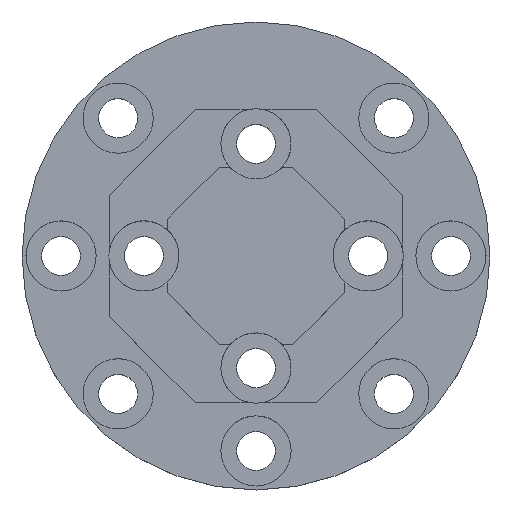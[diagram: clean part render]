
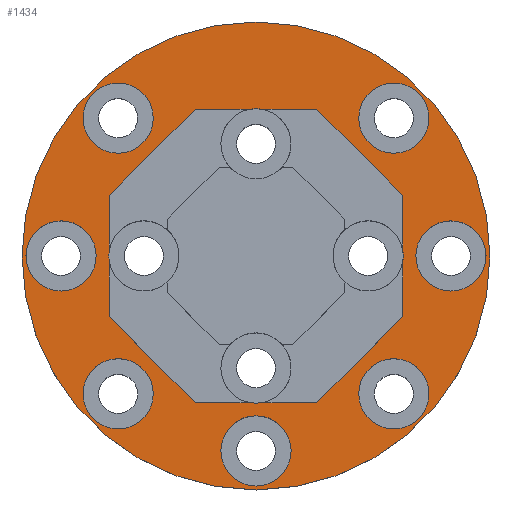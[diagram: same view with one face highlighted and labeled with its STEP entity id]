
A CAD part, top view. The second image highlights one B-rep face of the part: STEP entity #1434.
In plain terms, the highlighted planar face has unit normal (0, 0, 1).
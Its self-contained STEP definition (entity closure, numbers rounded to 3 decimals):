
#94=LINE('',#2237,#224);
#99=LINE('',#2247,#229);
#102=LINE('',#2253,#232);
#105=LINE('',#2259,#235);
#129=LINE('',#2323,#259);
#130=LINE('',#2325,#260);
#132=LINE('',#2329,#262);
#133=LINE('',#2331,#263);
#135=LINE('',#2335,#265);
#136=LINE('',#2337,#266);
#138=LINE('',#2341,#268);
#139=LINE('',#2343,#269);
#224=VECTOR('',#1817,10.);
#229=VECTOR('',#1826,10.);
#232=VECTOR('',#1831,10.);
#235=VECTOR('',#1836,10.);
#259=VECTOR('',#1908,10.);
#260=VECTOR('',#1911,10.);
#262=VECTOR('',#1915,10.);
#263=VECTOR('',#1918,10.);
#265=VECTOR('',#1922,10.);
#266=VECTOR('',#1925,10.);
#268=VECTOR('',#1929,10.);
#269=VECTOR('',#1932,10.);
#325=FACE_BOUND('',#513,.T.);
#326=FACE_BOUND('',#514,.T.);
#327=FACE_BOUND('',#515,.T.);
#328=FACE_BOUND('',#516,.T.);
#329=FACE_BOUND('',#517,.T.);
#330=FACE_BOUND('',#518,.T.);
#331=FACE_BOUND('',#519,.T.);
#332=FACE_BOUND('',#520,.T.);
#410=FACE_OUTER_BOUND('',#512,.T.);
#512=EDGE_LOOP('',(#1280));
#513=EDGE_LOOP('',(#1281));
#514=EDGE_LOOP('',(#1282));
#515=EDGE_LOOP('',(#1283));
#516=EDGE_LOOP('',(#1284));
#517=EDGE_LOOP('',(#1285));
#518=EDGE_LOOP('',(#1286));
#519=EDGE_LOOP('',(#1287));
#520=EDGE_LOOP('',(#1288,#1289,#1290,#1291,#1292,#1293,#1294,#1295,#1296,
#1297,#1298,#1299,#1300,#1301,#1302,#1303,#1304));
#534=CIRCLE('',#1483,3.6);
#537=CIRCLE('',#1488,3.6);
#540=CIRCLE('',#1493,3.6);
#543=CIRCLE('',#1498,3.6);
#546=CIRCLE('',#1503,3.6);
#549=CIRCLE('',#1508,3.6);
#552=CIRCLE('',#1513,3.6);
#555=CIRCLE('',#1518,3.6);
#558=CIRCLE('',#1521,3.6);
#561=CIRCLE('',#1525,3.6);
#564=CIRCLE('',#1529,3.6);
#568=CIRCLE('',#1534,3.6);
#579=CIRCLE('',#1564,24.);
#624=VERTEX_POINT('',#2115);
#627=VERTEX_POINT('',#2124);
#630=VERTEX_POINT('',#2133);
#633=VERTEX_POINT('',#2142);
#636=VERTEX_POINT('',#2151);
#639=VERTEX_POINT('',#2160);
#642=VERTEX_POINT('',#2169);
#645=VERTEX_POINT('',#2178);
#646=VERTEX_POINT('',#2180);
#650=VERTEX_POINT('',#2189);
#654=VERTEX_POINT('',#2200);
#655=VERTEX_POINT('',#2202);
#659=VERTEX_POINT('',#2212);
#660=VERTEX_POINT('',#2214);
#663=VERTEX_POINT('',#2224);
#664=VERTEX_POINT('',#2226);
#667=VERTEX_POINT('',#2236);
#670=VERTEX_POINT('',#2246);
#672=VERTEX_POINT('',#2252);
#674=VERTEX_POINT('',#2258);
#689=VERTEX_POINT('',#2317);
#690=VERTEX_POINT('',#2321);
#691=VERTEX_POINT('',#2327);
#692=VERTEX_POINT('',#2333);
#693=VERTEX_POINT('',#2339);
#760=EDGE_CURVE('',#624,#624,#534,.T.);
#764=EDGE_CURVE('',#627,#627,#537,.T.);
#768=EDGE_CURVE('',#630,#630,#540,.T.);
#772=EDGE_CURVE('',#633,#633,#543,.T.);
#776=EDGE_CURVE('',#636,#636,#546,.T.);
#780=EDGE_CURVE('',#639,#639,#549,.T.);
#784=EDGE_CURVE('',#642,#642,#552,.T.);
#789=EDGE_CURVE('',#646,#645,#555,.T.);
#795=EDGE_CURVE('',#645,#650,#558,.T.);
#801=EDGE_CURVE('',#655,#654,#561,.T.);
#807=EDGE_CURVE('',#660,#659,#564,.T.);
#814=EDGE_CURVE('',#664,#663,#568,.T.);
#819=EDGE_CURVE('',#667,#646,#94,.T.);
#824=EDGE_CURVE('',#670,#655,#99,.T.);
#827=EDGE_CURVE('',#672,#660,#102,.T.);
#830=EDGE_CURVE('',#674,#664,#105,.T.);
#861=EDGE_CURVE('',#689,#689,#579,.T.);
#864=EDGE_CURVE('',#654,#690,#129,.T.);
#865=EDGE_CURVE('',#690,#674,#130,.T.);
#867=EDGE_CURVE('',#663,#691,#132,.T.);
#868=EDGE_CURVE('',#691,#672,#133,.T.);
#870=EDGE_CURVE('',#659,#692,#135,.T.);
#871=EDGE_CURVE('',#692,#667,#136,.T.);
#873=EDGE_CURVE('',#650,#693,#138,.T.);
#874=EDGE_CURVE('',#693,#670,#139,.T.);
#1280=ORIENTED_EDGE('',*,*,#861,.T.);
#1281=ORIENTED_EDGE('',*,*,#760,.T.);
#1282=ORIENTED_EDGE('',*,*,#764,.T.);
#1283=ORIENTED_EDGE('',*,*,#768,.T.);
#1284=ORIENTED_EDGE('',*,*,#772,.T.);
#1285=ORIENTED_EDGE('',*,*,#776,.T.);
#1286=ORIENTED_EDGE('',*,*,#780,.T.);
#1287=ORIENTED_EDGE('',*,*,#784,.T.);
#1288=ORIENTED_EDGE('',*,*,#789,.T.);
#1289=ORIENTED_EDGE('',*,*,#795,.T.);
#1290=ORIENTED_EDGE('',*,*,#873,.T.);
#1291=ORIENTED_EDGE('',*,*,#874,.T.);
#1292=ORIENTED_EDGE('',*,*,#824,.T.);
#1293=ORIENTED_EDGE('',*,*,#801,.T.);
#1294=ORIENTED_EDGE('',*,*,#864,.T.);
#1295=ORIENTED_EDGE('',*,*,#865,.T.);
#1296=ORIENTED_EDGE('',*,*,#830,.T.);
#1297=ORIENTED_EDGE('',*,*,#814,.T.);
#1298=ORIENTED_EDGE('',*,*,#867,.T.);
#1299=ORIENTED_EDGE('',*,*,#868,.T.);
#1300=ORIENTED_EDGE('',*,*,#827,.T.);
#1301=ORIENTED_EDGE('',*,*,#807,.T.);
#1302=ORIENTED_EDGE('',*,*,#870,.T.);
#1303=ORIENTED_EDGE('',*,*,#871,.T.);
#1304=ORIENTED_EDGE('',*,*,#819,.T.);
#1356=PLANE('',#1601);
#1434=ADVANCED_FACE('',(#410,#325,#326,#327,#328,#329,#330,#331,#332),#1356,
 .T.);
#1483=AXIS2_PLACEMENT_3D('',#2116,#1684,#1685);
#1488=AXIS2_PLACEMENT_3D('',#2125,#1695,#1696);
#1493=AXIS2_PLACEMENT_3D('',#2134,#1706,#1707);
#1498=AXIS2_PLACEMENT_3D('',#2143,#1717,#1718);
#1503=AXIS2_PLACEMENT_3D('',#2152,#1728,#1729);
#1508=AXIS2_PLACEMENT_3D('',#2161,#1739,#1740);
#1513=AXIS2_PLACEMENT_3D('',#2170,#1750,#1751);
#1518=AXIS2_PLACEMENT_3D('',#2181,#1762,#1763);
#1521=AXIS2_PLACEMENT_3D('',#2191,#1771,#1772);
#1525=AXIS2_PLACEMENT_3D('',#2203,#1782,#1783);
#1529=AXIS2_PLACEMENT_3D('',#2215,#1793,#1794);
#1534=AXIS2_PLACEMENT_3D('',#2227,#1806,#1807);
#1564=AXIS2_PLACEMENT_3D('',#2318,#1902,#1903);
#1601=AXIS2_PLACEMENT_3D('',#2426,#2020,#2021);
#1684=DIRECTION('center_axis',(0.,0.,-1.));
#1685=DIRECTION('ref_axis',(1.,0.,0.));
#1695=DIRECTION('center_axis',(0.,0.,-1.));
#1696=DIRECTION('ref_axis',(1.,0.,0.));
#1706=DIRECTION('center_axis',(0.,0.,-1.));
#1707=DIRECTION('ref_axis',(1.,0.,0.));
#1717=DIRECTION('center_axis',(0.,0.,-1.));
#1718=DIRECTION('ref_axis',(1.,0.,0.));
#1728=DIRECTION('center_axis',(0.,0.,-1.));
#1729=DIRECTION('ref_axis',(1.,0.,0.));
#1739=DIRECTION('center_axis',(0.,0.,-1.));
#1740=DIRECTION('ref_axis',(1.,0.,0.));
#1750=DIRECTION('center_axis',(0.,0.,-1.));
#1751=DIRECTION('ref_axis',(1.,0.,0.));
#1762=DIRECTION('center_axis',(0.,0.,-1.));
#1763=DIRECTION('ref_axis',(1.,0.,0.));
#1771=DIRECTION('center_axis',(0.,0.,-1.));
#1772=DIRECTION('ref_axis',(1.,0.,0.));
#1782=DIRECTION('center_axis',(0.,0.,-1.));
#1783=DIRECTION('ref_axis',(1.,0.,0.));
#1793=DIRECTION('center_axis',(0.,0.,-1.));
#1794=DIRECTION('ref_axis',(1.,0.,0.));
#1806=DIRECTION('center_axis',(0.,0.,-1.));
#1807=DIRECTION('ref_axis',(1.,0.,0.));
#1817=DIRECTION('',(0.,1.,0.));
#1826=DIRECTION('',(1.,0.,0.));
#1831=DIRECTION('',(-1.,0.,0.));
#1836=DIRECTION('',(0.,-1.,0.));
#1902=DIRECTION('center_axis',(0.,0.,1.));
#1903=DIRECTION('ref_axis',(1.,0.,0.));
#1908=DIRECTION('',(1.,0.,0.));
#1911=DIRECTION('',(0.707,-0.707,0.));
#1915=DIRECTION('',(0.,-1.,0.));
#1918=DIRECTION('',(-0.707,-0.707,0.));
#1922=DIRECTION('',(-1.,0.,0.));
#1925=DIRECTION('',(-0.707,0.707,0.));
#1929=DIRECTION('',(0.,1.,0.));
#1932=DIRECTION('',(0.707,0.707,0.));
#2020=DIRECTION('center_axis',(0.,0.,1.));
#2021=DIRECTION('ref_axis',(1.,0.,0.));
#2115=CARTESIAN_POINT('',(10.542,14.142,10.8));
#2116=CARTESIAN_POINT('Origin',(14.142,14.142,10.8));
#2124=CARTESIAN_POINT('',(-17.742,-14.142,10.8));
#2125=CARTESIAN_POINT('Origin',(-14.142,-14.142,10.8));
#2133=CARTESIAN_POINT('',(16.4,0.,10.8));
#2134=CARTESIAN_POINT('Origin',(20.,0.,10.8));
#2142=CARTESIAN_POINT('',(-17.742,14.142,10.8));
#2143=CARTESIAN_POINT('Origin',(-14.142,14.142,10.8));
#2151=CARTESIAN_POINT('',(-3.6,-20.,10.8));
#2152=CARTESIAN_POINT('Origin',(0.,-20.,10.8));
#2160=CARTESIAN_POINT('',(10.542,-14.142,10.8));
#2161=CARTESIAN_POINT('Origin',(14.142,-14.142,10.8));
#2169=CARTESIAN_POINT('',(-23.6,0.,10.8));
#2170=CARTESIAN_POINT('Origin',(-20.,0.,10.8));
#2178=CARTESIAN_POINT('',(-15.1,0.,10.8));
#2180=CARTESIAN_POINT('',(-15.05,-0.598,10.8));
#2181=CARTESIAN_POINT('Origin',(-11.5,0.,10.8));
#2189=CARTESIAN_POINT('',(-15.05,0.598,10.8));
#2191=CARTESIAN_POINT('Origin',(-11.5,0.,10.8));
#2200=CARTESIAN_POINT('',(0.598,15.05,10.8));
#2202=CARTESIAN_POINT('',(-0.598,15.05,10.8));
#2203=CARTESIAN_POINT('Origin',(0.,11.5,10.8));
#2212=CARTESIAN_POINT('',(-0.598,-15.05,10.8));
#2214=CARTESIAN_POINT('',(0.598,-15.05,10.8));
#2215=CARTESIAN_POINT('Origin',(0.,-11.5,10.8));
#2224=CARTESIAN_POINT('',(15.05,-0.598,10.8));
#2226=CARTESIAN_POINT('',(15.05,0.598,10.8));
#2227=CARTESIAN_POINT('Origin',(11.5,0.,10.8));
#2236=CARTESIAN_POINT('',(-15.05,-6.234,10.8));
#2237=CARTESIAN_POINT('',(-15.05,3.117,10.8));
#2246=CARTESIAN_POINT('',(-6.234,15.05,10.8));
#2247=CARTESIAN_POINT('',(3.117,15.05,10.8));
#2252=CARTESIAN_POINT('',(6.234,-15.05,10.8));
#2253=CARTESIAN_POINT('',(-3.117,-15.05,10.8));
#2258=CARTESIAN_POINT('',(15.05,6.234,10.8));
#2259=CARTESIAN_POINT('',(15.05,-3.117,10.8));
#2317=CARTESIAN_POINT('',(-24.,0.,10.8));
#2318=CARTESIAN_POINT('Origin',(0.,0.,10.8));
#2321=CARTESIAN_POINT('',(6.234,15.05,10.8));
#2323=CARTESIAN_POINT('',(3.117,15.05,10.8));
#2325=CARTESIAN_POINT('',(12.846,8.438,10.8));
#2327=CARTESIAN_POINT('',(15.05,-6.234,10.8));
#2329=CARTESIAN_POINT('',(15.05,-3.117,10.8));
#2331=CARTESIAN_POINT('',(8.438,-12.846,10.8));
#2333=CARTESIAN_POINT('',(-6.234,-15.05,10.8));
#2335=CARTESIAN_POINT('',(-3.117,-15.05,10.8));
#2337=CARTESIAN_POINT('',(-12.846,-8.438,10.8));
#2339=CARTESIAN_POINT('',(-15.05,6.234,10.8));
#2341=CARTESIAN_POINT('',(-15.05,3.117,10.8));
#2343=CARTESIAN_POINT('',(-8.438,12.846,10.8));
#2426=CARTESIAN_POINT('Origin',(0.,0.,10.8));
